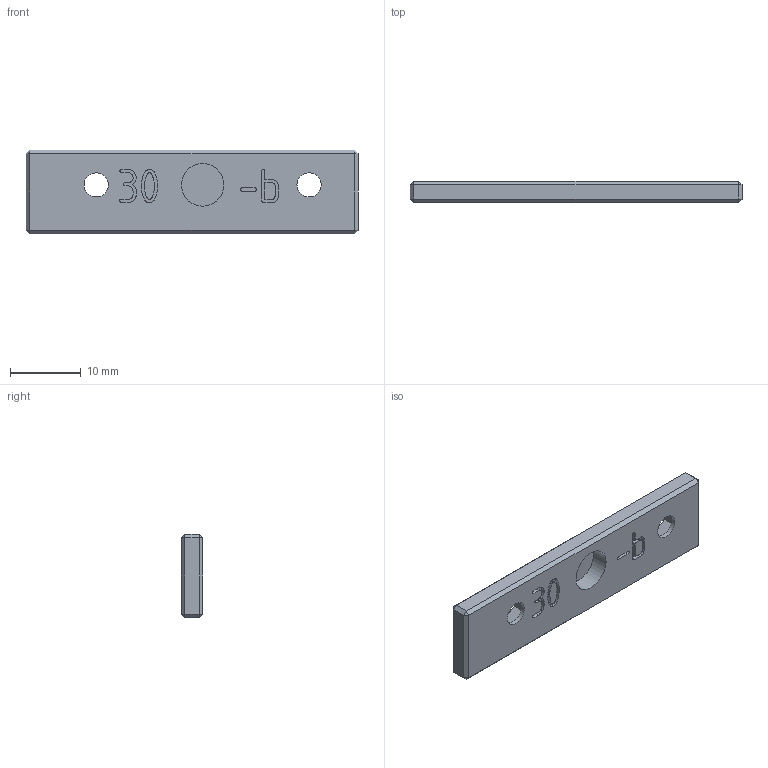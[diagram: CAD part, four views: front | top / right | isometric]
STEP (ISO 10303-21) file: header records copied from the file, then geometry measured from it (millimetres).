
FILE_DESCRIPTION(('FreeCAD Model'),'2;1');
FILE_NAME('Open CASCADE Shape Model','2023-10-08T16:14:26',(''),(''), 'Open CASCADE STEP processor 7.6','FreeCAD','Unknown');
FILE_SCHEMA(('AUTOMOTIVE_DESIGN { 1 0 10303 214 1 1 1 1 }'));
Length unit declared in the file: millimetre
Products named in the file (1): P0170-30-b_Kante_Magnet_oben_Kabeleinlass
Bounding box: 46.8 x 3 x 11.8 mm (x, y, z)
Volume: 1416.8 mm3; surface area: 1528.3 mm2
Topology: 1 solids, 1 shells, 127 faces, 324 edges, 208 vertices
Faces by surface type: extrusion 64, plane 60, cylinder 3
Full cylindrical faces by diameter (mm): 3.4 x2, 6 x1
Entity records: 8114 total; most frequent: CARTESIAN_POINT 1972, DIRECTION 910, VECTOR 768, LINE 704, ORIENTED_EDGE 648, PCURVE 648, DEFINITIONAL_REPRESENTATION 648, EDGE_CURVE 324
